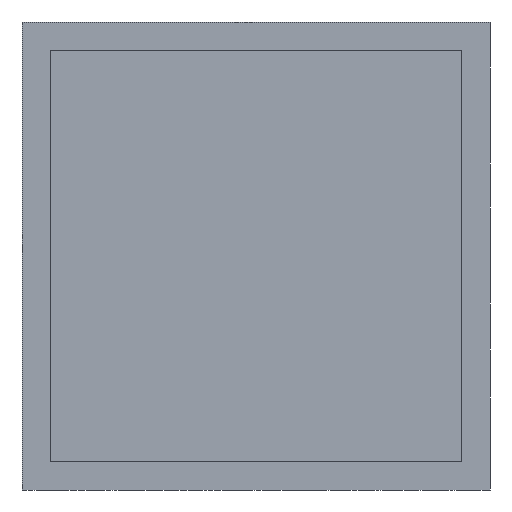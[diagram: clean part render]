
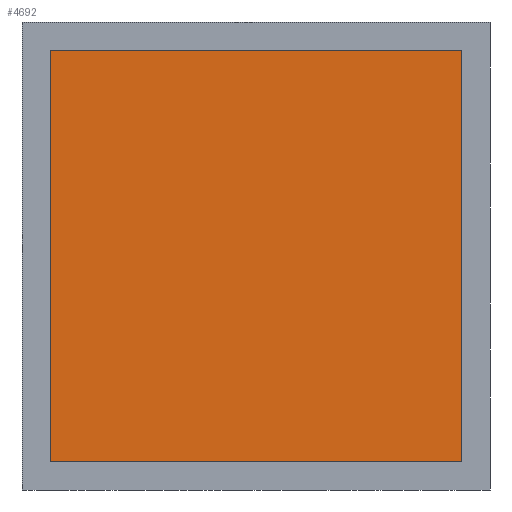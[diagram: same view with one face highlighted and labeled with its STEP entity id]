
A CAD part, front view. The second image highlights one B-rep face of the part: STEP entity #4692.
In plain terms, the highlighted planar face has unit normal (0, -1, 0).
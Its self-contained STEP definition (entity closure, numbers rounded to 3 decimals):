
#80 = EDGE_LOOP ( 'NONE', ( #4414, #1781, #2071, #8393 ) ) ;
#106 = CARTESIAN_POINT ( 'NONE',  ( -11., -3.275, 0. ) ) ;
#660 = PLANE ( 'NONE',  #7188 ) ;
#973 = EDGE_CURVE ( 'NONE', #8334, #5538, #4736, .T. ) ;
#1702 = CARTESIAN_POINT ( 'NONE',  ( -11., -3.275, -23.5 ) ) ;
#1781 = ORIENTED_EDGE ( 'NONE', *, *, #6730, .T. ) ;
#1801 = CARTESIAN_POINT ( 'NONE',  ( 11., -3.275, -23.5 ) ) ;
#2071 = ORIENTED_EDGE ( 'NONE', *, *, #2227, .T. ) ;
#2227 = EDGE_CURVE ( 'NONE', #2982, #2733, #8318, .T. ) ;
#2353 = DIRECTION ( 'NONE',  ( 1., 0., 0. ) ) ;
#2548 = LINE ( 'NONE', #3250, #3290 ) ;
#2733 = VERTEX_POINT ( 'NONE', #1702 ) ;
#2787 = CARTESIAN_POINT ( 'NONE',  ( 0., -3.275, 0. ) ) ;
#2982 = VERTEX_POINT ( 'NONE', #7194 ) ;
#3250 = CARTESIAN_POINT ( 'NONE',  ( 0., -3.275, -1.5 ) ) ;
#3290 = VECTOR ( 'NONE', #5837, 1000. ) ;
#3651 = DIRECTION ( 'NONE',  ( 0., 0., -1. ) ) ;
#3724 = LINE ( 'NONE', #5118, #6329 ) ;
#4120 = DIRECTION ( 'NONE',  ( 0., 0., -1. ) ) ;
#4155 = EDGE_CURVE ( 'NONE', #2733, #8334, #3724, .T. ) ;
#4414 = ORIENTED_EDGE ( 'NONE', *, *, #973, .T. ) ;
#4692 = ADVANCED_FACE ( 'NONE', ( #6749 ), #660, .T. ) ;
#4736 = LINE ( 'NONE', #8043, #6246 ) ;
#4794 = CARTESIAN_POINT ( 'NONE',  ( 11., -3.275, -1.5 ) ) ;
#5118 = CARTESIAN_POINT ( 'NONE',  ( 0., -3.275, -23.5 ) ) ;
#5463 = DIRECTION ( 'NONE',  ( 0., -1., 0. ) ) ;
#5538 = VERTEX_POINT ( 'NONE', #4794 ) ;
#5837 = DIRECTION ( 'NONE',  ( -1., 0., 0. ) ) ;
#6010 = DIRECTION ( 'NONE',  ( 0., 0., 1. ) ) ;
#6246 = VECTOR ( 'NONE', #6010, 1000. ) ;
#6329 = VECTOR ( 'NONE', #2353, 1000. ) ;
#6730 = EDGE_CURVE ( 'NONE', #5538, #2982, #2548, .T. ) ;
#6749 = FACE_OUTER_BOUND ( 'NONE', #80, .T. ) ;
#7188 = AXIS2_PLACEMENT_3D ( 'NONE', #2787, #5463, #4120 ) ;
#7194 = CARTESIAN_POINT ( 'NONE',  ( -11., -3.275, -1.5 ) ) ;
#8043 = CARTESIAN_POINT ( 'NONE',  ( 11., -3.275, 0. ) ) ;
#8269 = VECTOR ( 'NONE', #3651, 1000. ) ;
#8318 = LINE ( 'NONE', #106, #8269 ) ;
#8334 = VERTEX_POINT ( 'NONE', #1801 ) ;
#8393 = ORIENTED_EDGE ( 'NONE', *, *, #4155, .T. ) ;
